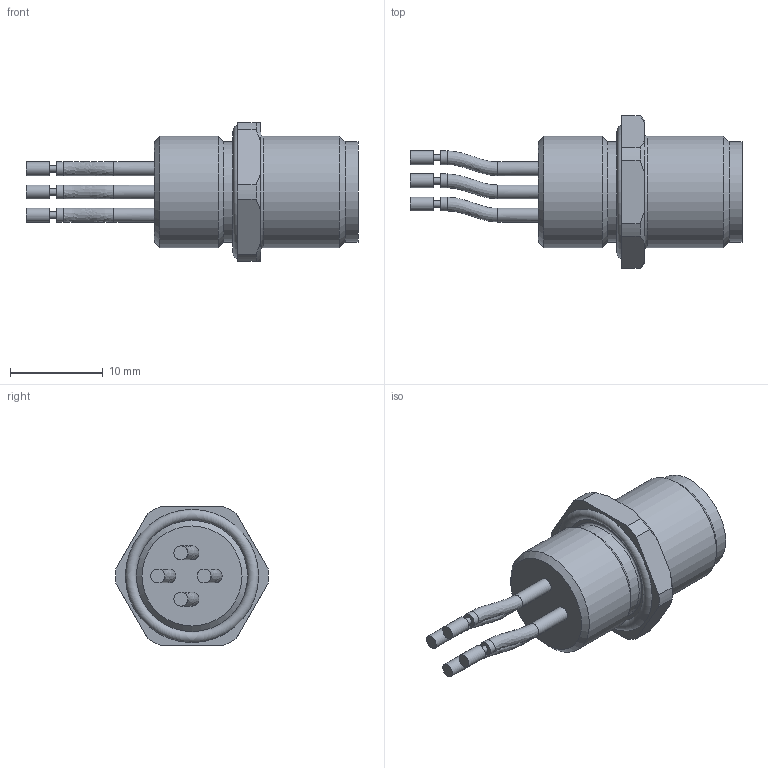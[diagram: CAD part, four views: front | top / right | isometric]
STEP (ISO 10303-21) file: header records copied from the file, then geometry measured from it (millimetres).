
FILE_DESCRIPTION(/* description */ (''),/* implementation_level */ '2;1');
FILE_NAME(/* name */ 'RA-FVM12SUA4-m_M12.stp',/* time_stamp */ '2016-09-16T14:52:05+02:00',/* author */ (''),/* organization */ (''),/* preprocessor_version */ 'ST-DEVELOPER v16',/* originating_system */ 'SIEMENS PLM Software NX 10.0',/* authorisation */ '');
FILE_SCHEMA (('AUTOMOTIVE_DESIGN { 1 0 10303 214 3 1 1 1 }'));
Length unit declared in the file: millimetre
Products named in the file (1): RA-FVM12SUA4-m_M12
Bounding box: 35.85 x 16.49 x 15 mm (x, y, z)
Volume: 2249.5 mm3; surface area: 1873.9 mm2
Topology: 1 solids, 1 shells, 201 faces, 499 edges, 324 vertices
Faces by surface type: plane 76, cylinder 56, extrusion 32, torus 13, cone 10, bspline 10, sphere 4
Full cylindrical faces by diameter (mm): 0.7 x4, 1 x4, 1.5 x12, 2 x1, 8.4 x1, 10.8 x2, 12 x2
Entity records: 6343 total; most frequent: CARTESIAN_POINT 2065, ORIENTED_EDGE 870, DIRECTION 775, EDGE_CURVE 435, VERTEX_POINT 302, AXIS2_PLACEMENT_3D 300, EDGE_LOOP 267, ADVANCED_FACE 201
